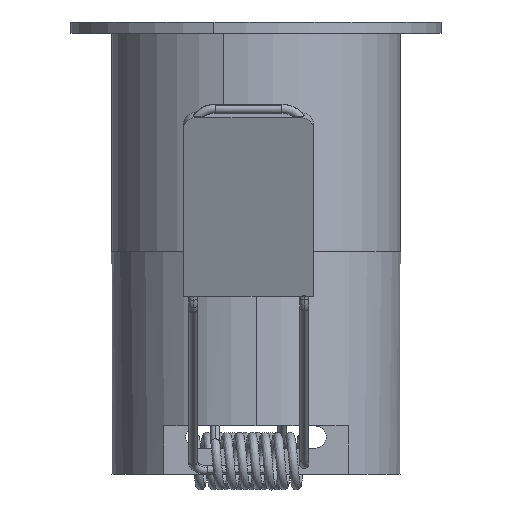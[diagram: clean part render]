
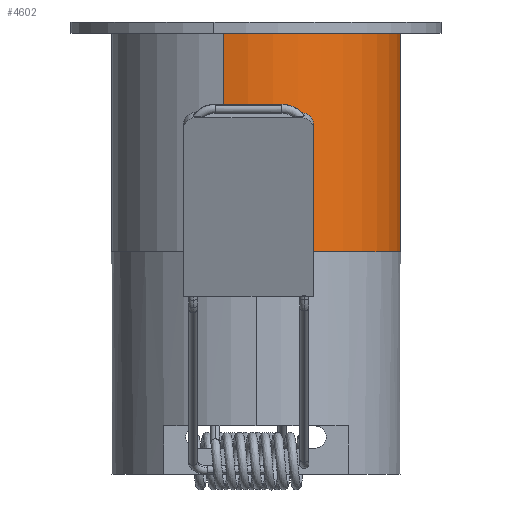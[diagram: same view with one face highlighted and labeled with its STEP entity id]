
A CAD part, left-side view. The second image highlights one B-rep face of the part: STEP entity #4602.
In plain terms, the highlighted cylindrical face has radius 19.5 mm (diameter 39 mm), a partial arc.
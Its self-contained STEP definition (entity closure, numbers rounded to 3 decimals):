
#46 = DIRECTION ( 'NONE',  ( -1., 0., 0. ) ) ;
#84 = DIRECTION ( 'NONE',  ( 0., 0., -1. ) ) ;
#354 = DIRECTION ( 'NONE',  ( -1., 0., 0. ) ) ;
#422 = VERTEX_POINT ( 'NONE', #3176 ) ;
#569 = VERTEX_POINT ( 'NONE', #3253 ) ;
#811 = EDGE_CURVE ( 'NONE', #569, #836, #5353, .T. ) ;
#836 = VERTEX_POINT ( 'NONE', #4013 ) ;
#1028 = AXIS2_PLACEMENT_3D ( 'NONE', #2651, #84, #46 ) ;
#1070 = CIRCLE ( 'NONE', #2292, 19.5 ) ;
#1205 = ORIENTED_EDGE ( 'NONE', *, *, #1225, .F. ) ;
#1225 = EDGE_CURVE ( 'NONE', #422, #569, #1568, .T. ) ;
#1477 = CARTESIAN_POINT ( 'NONE',  ( -19.5, 0., 34.5 ) ) ;
#1497 = AXIS2_PLACEMENT_3D ( 'NONE', #2953, #1656, #354 ) ;
#1568 = LINE ( 'NONE', #1986, #4877 ) ;
#1656 = DIRECTION ( 'NONE',  ( 0., 0., -1. ) ) ;
#1975 = ORIENTED_EDGE ( 'NONE', *, *, #5173, .T. ) ;
#1986 = CARTESIAN_POINT ( 'NONE',  ( 19.5, 0., 36. ) ) ;
#2053 = DIRECTION ( 'NONE',  ( 0., 0., -1. ) ) ;
#2122 = ORIENTED_EDGE ( 'NONE', *, *, #811, .F. ) ;
#2279 = DIRECTION ( 'NONE',  ( 1., 0., 0. ) ) ;
#2292 = AXIS2_PLACEMENT_3D ( 'NONE', #5263, #4887, #2279 ) ;
#2561 = FACE_OUTER_BOUND ( 'NONE', #2803, .T. ) ;
#2651 = CARTESIAN_POINT ( 'NONE',  ( 0., 0., 36. ) ) ;
#2803 = EDGE_LOOP ( 'NONE', ( #1205, #4239, #1975, #2122 ) ) ;
#2953 = CARTESIAN_POINT ( 'NONE',  ( 0., 0., 5. ) ) ;
#3037 = LINE ( 'NONE', #3812, #4127 ) ;
#3176 = CARTESIAN_POINT ( 'NONE',  ( 19.5, 0., 34.5 ) ) ;
#3202 = VERTEX_POINT ( 'NONE', #1477 ) ;
#3253 = CARTESIAN_POINT ( 'NONE',  ( 19.5, 0., 5. ) ) ;
#3283 = DIRECTION ( 'NONE',  ( 0., 0., -1. ) ) ;
#3812 = CARTESIAN_POINT ( 'NONE',  ( -19.5, 0., 36. ) ) ;
#4013 = CARTESIAN_POINT ( 'NONE',  ( -19.5, 0., 5. ) ) ;
#4127 = VECTOR ( 'NONE', #2053, 1000. ) ;
#4239 = ORIENTED_EDGE ( 'NONE', *, *, #5557, .F. ) ;
#4602 = ADVANCED_FACE ( 'NONE', ( #2561 ), #5340, .T. ) ;
#4877 = VECTOR ( 'NONE', #3283, 1000. ) ;
#4887 = DIRECTION ( 'NONE',  ( 0., 0., 1. ) ) ;
#5173 = EDGE_CURVE ( 'NONE', #3202, #836, #3037, .T. ) ;
#5263 = CARTESIAN_POINT ( 'NONE',  ( 0., 0., 34.5 ) ) ;
#5340 = CYLINDRICAL_SURFACE ( 'NONE', #1028, 19.5 ) ;
#5353 = CIRCLE ( 'NONE', #1497, 19.5 ) ;
#5557 = EDGE_CURVE ( 'NONE', #3202, #422, #1070, .T. ) ;
